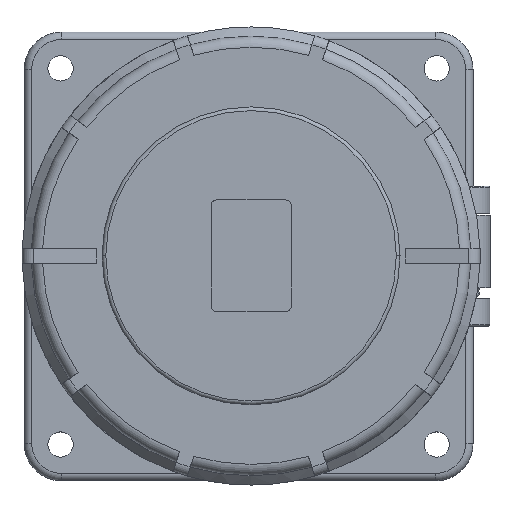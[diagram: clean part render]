
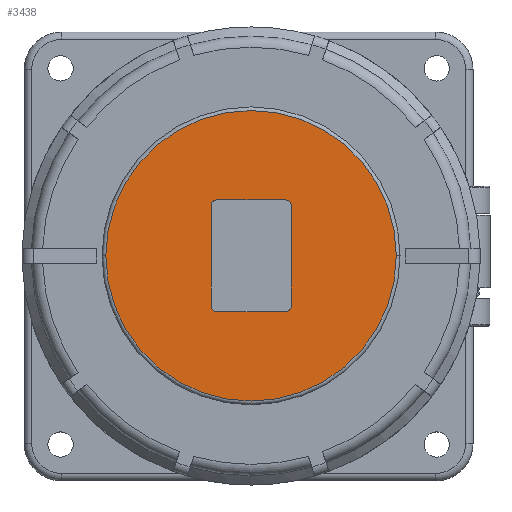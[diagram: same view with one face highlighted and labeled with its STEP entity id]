
A CAD part, top view. The second image highlights one B-rep face of the part: STEP entity #3438.
In plain terms, the highlighted planar face has unit normal (0, 0, 1).
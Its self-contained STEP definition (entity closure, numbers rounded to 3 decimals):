
#1954=PLANE('',#41852);
#3095=FACE_BOUND('',#8401,.T.);
#3096=FACE_BOUND('',#8402,.T.);
#3438=ADVANCED_FACE('',(#3095,#3096),#1954,.F.);
#8401=EDGE_LOOP('',(#12578,#12579));
#8402=EDGE_LOOP('',(#12580,#12581,#12582,#12583,#12584,#12585,#12586,#12587));
#10791=CIRCLE('',#41845,39.);
#10792=CIRCLE('',#41847,39.);
#10793=CIRCLE('',#41848,1.5);
#10794=CIRCLE('',#41849,1.5);
#10795=CIRCLE('',#41850,1.5);
#10796=CIRCLE('',#41851,1.5);
#12578=ORIENTED_EDGE('',*,*,#29383,.T.);
#12579=ORIENTED_EDGE('',*,*,#29382,.T.);
#12580=ORIENTED_EDGE('',*,*,#29384,.F.);
#12581=ORIENTED_EDGE('',*,*,#29385,.T.);
#12582=ORIENTED_EDGE('',*,*,#29386,.F.);
#12583=ORIENTED_EDGE('',*,*,#29387,.T.);
#12584=ORIENTED_EDGE('',*,*,#29388,.F.);
#12585=ORIENTED_EDGE('',*,*,#29389,.T.);
#12586=ORIENTED_EDGE('',*,*,#29390,.F.);
#12587=ORIENTED_EDGE('',*,*,#29391,.T.);
#25262=VERTEX_POINT('',#56607);
#25263=VERTEX_POINT('',#56609);
#25264=VERTEX_POINT('',#56614);
#25265=VERTEX_POINT('',#56615);
#25266=VERTEX_POINT('',#56617);
#25267=VERTEX_POINT('',#56619);
#25268=VERTEX_POINT('',#56621);
#25269=VERTEX_POINT('',#56623);
#25270=VERTEX_POINT('',#56625);
#25271=VERTEX_POINT('',#56627);
#29382=EDGE_CURVE('',#25262,#25263,#10791,.T.);
#29383=EDGE_CURVE('',#25263,#25262,#10792,.T.);
#29384=EDGE_CURVE('',#25264,#25265,#35722,.T.);
#29385=EDGE_CURVE('',#25264,#25266,#10793,.T.);
#29386=EDGE_CURVE('',#25267,#25266,#35723,.T.);
#29387=EDGE_CURVE('',#25267,#25268,#10794,.T.);
#29388=EDGE_CURVE('',#25269,#25268,#35724,.T.);
#29389=EDGE_CURVE('',#25269,#25270,#10795,.T.);
#29390=EDGE_CURVE('',#25271,#25270,#35725,.T.);
#29391=EDGE_CURVE('',#25271,#25265,#10796,.T.);
#35722=LINE('',#56613,#38775);
#35723=LINE('',#56618,#38776);
#35724=LINE('',#56622,#38777);
#35725=LINE('',#56626,#38778);
#38775=VECTOR('',#45756,1.);
#38776=VECTOR('',#45759,1.);
#38777=VECTOR('',#45762,1.);
#38778=VECTOR('',#45765,1.);
#41845=AXIS2_PLACEMENT_3D('',#56610,#45750,#45751);
#41847=AXIS2_PLACEMENT_3D('',#56612,#45754,#45755);
#41848=AXIS2_PLACEMENT_3D('',#56616,#45757,#45758);
#41849=AXIS2_PLACEMENT_3D('',#56620,#45760,#45761);
#41850=AXIS2_PLACEMENT_3D('',#56624,#45763,#45764);
#41851=AXIS2_PLACEMENT_3D('',#56628,#45766,#45767);
#41852=AXIS2_PLACEMENT_3D('',#56629,#45768,#45769);
#45750=DIRECTION('',(0.,0.,1.));
#45751=DIRECTION('',(1.,0.,0.));
#45754=DIRECTION('',(0.,0.,1.));
#45755=DIRECTION('',(-1.,0.,0.));
#45756=DIRECTION('',(1.,0.,0.));
#45757=DIRECTION('',(0.,0.,-1.));
#45758=DIRECTION('',(-1.,0.,0.));
#45759=DIRECTION('',(0.,-1.,0.));
#45760=DIRECTION('',(0.,0.,-1.));
#45761=DIRECTION('',(-1.,0.,0.));
#45762=DIRECTION('',(-1.,0.,0.));
#45763=DIRECTION('',(0.,0.,-1.));
#45764=DIRECTION('',(-1.,0.,0.));
#45765=DIRECTION('',(0.,1.,0.));
#45766=DIRECTION('',(0.,0.,-1.));
#45767=DIRECTION('',(-1.,0.,0.));
#45768=DIRECTION('',(0.,0.,-1.));
#45769=DIRECTION('',(1.,0.,0.));
#56607=CARTESIAN_POINT('',(39.649,-150.,61.372));
#56609=CARTESIAN_POINT('',(-38.351,-150.,61.372));
#56610=CARTESIAN_POINT('',(0.649,-150.,61.372));
#56612=CARTESIAN_POINT('',(0.649,-150.,61.372));
#56613=CARTESIAN_POINT('',(-10.101,-165.,61.372));
#56614=CARTESIAN_POINT('',(-8.601,-165.,61.372));
#56615=CARTESIAN_POINT('',(9.899,-165.,61.372));
#56616=CARTESIAN_POINT('',(-8.601,-163.5,61.372));
#56617=CARTESIAN_POINT('',(-10.101,-163.5,61.372));
#56618=CARTESIAN_POINT('',(-10.101,-135.,61.372));
#56619=CARTESIAN_POINT('',(-10.101,-136.5,61.372));
#56620=CARTESIAN_POINT('',(-8.601,-136.5,61.372));
#56621=CARTESIAN_POINT('',(-8.601,-135.,61.372));
#56622=CARTESIAN_POINT('',(11.399,-135.,61.372));
#56623=CARTESIAN_POINT('',(9.899,-135.,61.372));
#56624=CARTESIAN_POINT('',(9.899,-136.5,61.372));
#56625=CARTESIAN_POINT('',(11.399,-136.5,61.372));
#56626=CARTESIAN_POINT('',(11.399,-165.,61.372));
#56627=CARTESIAN_POINT('',(11.399,-163.5,61.372));
#56628=CARTESIAN_POINT('',(9.899,-163.5,61.372));
#56629=CARTESIAN_POINT('',(0.649,-150.,61.372));
